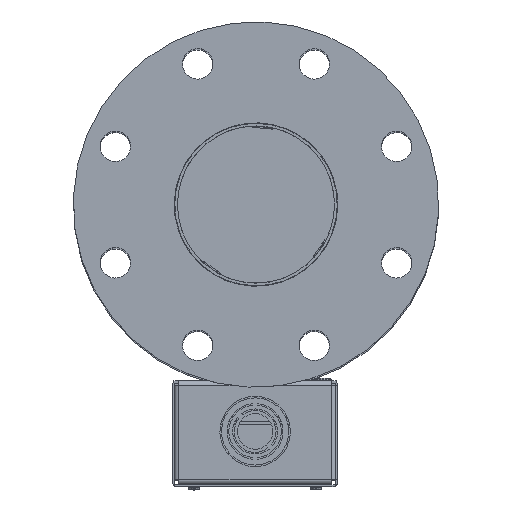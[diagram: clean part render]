
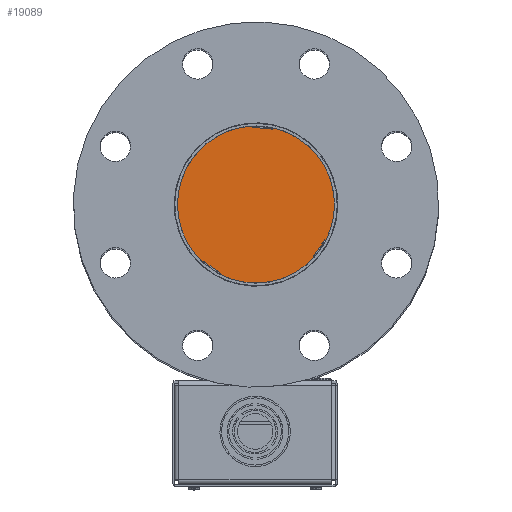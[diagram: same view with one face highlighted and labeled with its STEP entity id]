
A CAD part, top view. The second image highlights one B-rep face of the part: STEP entity #19089.
In plain terms, the highlighted planar face has unit normal (0, 0, 1).
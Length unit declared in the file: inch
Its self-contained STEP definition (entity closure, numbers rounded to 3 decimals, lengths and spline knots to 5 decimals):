
#1005 = AXIS2_PLACEMENT_3D ( 'NONE', #25624, #32606, #11839 ) ;
#2286 = DIRECTION ( 'NONE',  ( -0.556, 0.831, 0. ) ) ;
#5139 = VERTEX_POINT ( 'NONE', #22607 ) ;
#5973 = CIRCLE ( 'NONE', #31983, 1.935 ) ;
#11839 = DIRECTION ( 'NONE',  ( -0.556, 0.831, 0. ) ) ;
#13541 = EDGE_CURVE ( 'NONE', #40914, #5139, #5973, .T. ) ;
#19089 = ADVANCED_FACE ( 'NONE', ( #33576 ), #39471, .T. ) ;
#19456 = AXIS2_PLACEMENT_3D ( 'NONE', #41220, #20402, #44746 ) ;
#20402 = DIRECTION ( 'NONE',  ( 0., 0., 1. ) ) ;
#20916 = EDGE_LOOP ( 'NONE', ( #44752, #27175 ) ) ;
#22607 = CARTESIAN_POINT ( 'NONE',  ( 1.07574, -1.60842, 18.7177 ) ) ;
#23027 = DIRECTION ( 'NONE',  ( 0., 0., 1. ) ) ;
#25624 = CARTESIAN_POINT ( 'NONE',  ( 0., 0., 18.7177 ) ) ;
#25713 = EDGE_CURVE ( 'NONE', #5139, #40914, #27694, .T. ) ;
#27175 = ORIENTED_EDGE ( 'NONE', *, *, #25713, .T. ) ;
#27694 = CIRCLE ( 'NONE', #19456, 1.935 ) ;
#31983 = AXIS2_PLACEMENT_3D ( 'NONE', #43835, #23027, #2286 ) ;
#32606 = DIRECTION ( 'NONE',  ( 0., 0., 1. ) ) ;
#33576 = FACE_OUTER_BOUND ( 'NONE', #20916, .T. ) ;
#35761 = CARTESIAN_POINT ( 'NONE',  ( -1.07574, 1.60842, 18.7177 ) ) ;
#39471 = PLANE ( 'NONE',  #1005 ) ;
#40914 = VERTEX_POINT ( 'NONE', #35761 ) ;
#41220 = CARTESIAN_POINT ( 'NONE',  ( 0., 0., 18.7177 ) ) ;
#43835 = CARTESIAN_POINT ( 'NONE',  ( 0., 0., 18.7177 ) ) ;
#44746 = DIRECTION ( 'NONE',  ( -0.556, 0.831, 0. ) ) ;
#44752 = ORIENTED_EDGE ( 'NONE', *, *, #13541, .T. ) ;
